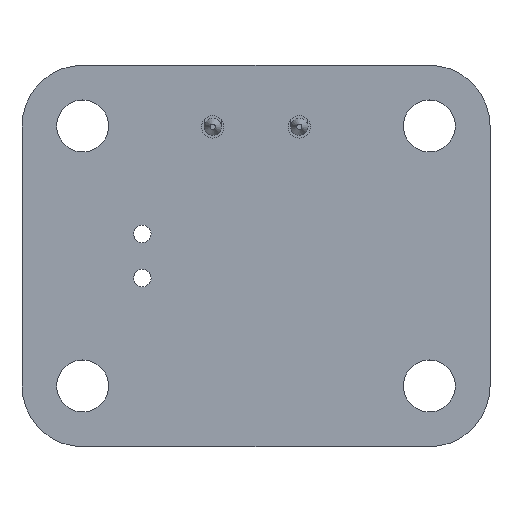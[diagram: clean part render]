
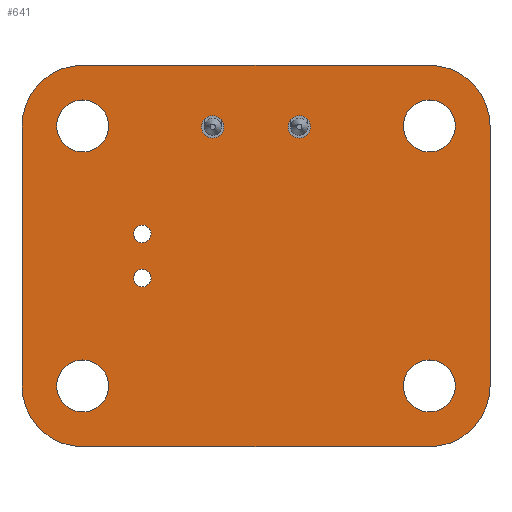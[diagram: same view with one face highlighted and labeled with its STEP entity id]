
A CAD part, top view. The second image highlights one B-rep face of the part: STEP entity #641.
In plain terms, the highlighted planar face has unit normal (0, 0, 1).
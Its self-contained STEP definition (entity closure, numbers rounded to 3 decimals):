
#88 = VERTEX_POINT('',#89);
#89 = CARTESIAN_POINT('',(0.,3.5,0.197));
#95 = EDGE_CURVE('',#88,#96,#98,.T.);
#96 = VERTEX_POINT('',#97);
#97 = CARTESIAN_POINT('',(0.,18.5,0.197));
#98 = LINE('',#99,#100);
#99 = CARTESIAN_POINT('',(0.,3.5,0.197));
#100 = VECTOR('',#101,1.);
#101 = DIRECTION('',(0.,1.,0.));
#126 = EDGE_CURVE('',#96,#127,#129,.T.);
#127 = VERTEX_POINT('',#128);
#128 = CARTESIAN_POINT('',(3.5,22.,0.197));
#129 = CIRCLE('',#130,3.5);
#130 = AXIS2_PLACEMENT_3D('',#131,#132,#133);
#131 = CARTESIAN_POINT('',(3.5,18.5,0.197));
#132 = DIRECTION('',(0.,0.,-1.));
#133 = DIRECTION('',(-1.,0.,-0.));
#159 = EDGE_CURVE('',#127,#160,#162,.T.);
#160 = VERTEX_POINT('',#161);
#161 = CARTESIAN_POINT('',(23.5,22.,0.197));
#162 = LINE('',#163,#164);
#163 = CARTESIAN_POINT('',(3.5,22.,0.197));
#164 = VECTOR('',#165,1.);
#165 = DIRECTION('',(1.,0.,0.));
#190 = EDGE_CURVE('',#160,#191,#193,.T.);
#191 = VERTEX_POINT('',#192);
#192 = CARTESIAN_POINT('',(27.,18.5,0.197));
#193 = CIRCLE('',#194,3.5);
#194 = AXIS2_PLACEMENT_3D('',#195,#196,#197);
#195 = CARTESIAN_POINT('',(23.5,18.5,0.197));
#196 = DIRECTION('',(0.,0.,-1.));
#197 = DIRECTION('',(0.,1.,0.));
#223 = EDGE_CURVE('',#191,#224,#226,.T.);
#224 = VERTEX_POINT('',#225);
#225 = CARTESIAN_POINT('',(27.,3.5,0.197));
#226 = LINE('',#227,#228);
#227 = CARTESIAN_POINT('',(27.,18.5,0.197));
#228 = VECTOR('',#229,1.);
#229 = DIRECTION('',(0.,-1.,0.));
#254 = EDGE_CURVE('',#224,#255,#257,.T.);
#255 = VERTEX_POINT('',#256);
#256 = CARTESIAN_POINT('',(23.5,0.,0.197));
#257 = CIRCLE('',#258,3.5);
#258 = AXIS2_PLACEMENT_3D('',#259,#260,#261);
#259 = CARTESIAN_POINT('',(23.5,3.5,0.197));
#260 = DIRECTION('',(0.,0.,-1.));
#261 = DIRECTION('',(1.,0.,0.));
#287 = EDGE_CURVE('',#255,#288,#290,.T.);
#288 = VERTEX_POINT('',#289);
#289 = CARTESIAN_POINT('',(3.5,0.,0.197));
#290 = LINE('',#291,#292);
#291 = CARTESIAN_POINT('',(23.5,0.,0.197));
#292 = VECTOR('',#293,1.);
#293 = DIRECTION('',(-1.,0.,0.));
#318 = EDGE_CURVE('',#288,#88,#319,.T.);
#319 = CIRCLE('',#320,3.5);
#320 = AXIS2_PLACEMENT_3D('',#321,#322,#323);
#321 = CARTESIAN_POINT('',(3.5,3.5,0.197));
#322 = DIRECTION('',(0.,0.,-1.));
#323 = DIRECTION('',(0.,-1.,0.));
#344 = VERTEX_POINT('',#345);
#345 = CARTESIAN_POINT('',(5.,3.5,0.197));
#351 = EDGE_CURVE('',#344,#344,#352,.T.);
#352 = CIRCLE('',#353,1.5);
#353 = AXIS2_PLACEMENT_3D('',#354,#355,#356);
#354 = CARTESIAN_POINT('',(3.5,3.5,0.197));
#355 = DIRECTION('',(0.,0.,1.));
#356 = DIRECTION('',(1.,0.,-0.));
#377 = VERTEX_POINT('',#378);
#378 = CARTESIAN_POINT('',(7.448,9.73,0.197));
#384 = EDGE_CURVE('',#377,#377,#385,.T.);
#385 = CIRCLE('',#386,0.508);
#386 = AXIS2_PLACEMENT_3D('',#387,#388,#389);
#387 = CARTESIAN_POINT('',(6.94,9.73,0.197));
#388 = DIRECTION('',(0.,0.,1.));
#389 = DIRECTION('',(1.,0.,-0.));
#410 = VERTEX_POINT('',#411);
#411 = CARTESIAN_POINT('',(5.,18.5,0.197));
#417 = EDGE_CURVE('',#410,#410,#418,.T.);
#418 = CIRCLE('',#419,1.5);
#419 = AXIS2_PLACEMENT_3D('',#420,#421,#422);
#420 = CARTESIAN_POINT('',(3.5,18.5,0.197));
#421 = DIRECTION('',(0.,0.,1.));
#422 = DIRECTION('',(1.,0.,-0.));
#443 = VERTEX_POINT('',#444);
#444 = CARTESIAN_POINT('',(7.448,12.27,0.197));
#450 = EDGE_CURVE('',#443,#443,#451,.T.);
#451 = CIRCLE('',#452,0.508);
#452 = AXIS2_PLACEMENT_3D('',#453,#454,#455);
#453 = CARTESIAN_POINT('',(6.94,12.27,0.197));
#454 = DIRECTION('',(0.,0.,1.));
#455 = DIRECTION('',(1.,0.,-0.));
#476 = VERTEX_POINT('',#477);
#477 = CARTESIAN_POINT('',(25.,18.5,0.197));
#483 = EDGE_CURVE('',#476,#476,#484,.T.);
#484 = CIRCLE('',#485,1.5);
#485 = AXIS2_PLACEMENT_3D('',#486,#487,#488);
#486 = CARTESIAN_POINT('',(23.5,18.5,0.197));
#487 = DIRECTION('',(0.,0.,1.));
#488 = DIRECTION('',(1.,0.,-0.));
#509 = VERTEX_POINT('',#510);
#510 = CARTESIAN_POINT('',(25.,3.5,0.197));
#516 = EDGE_CURVE('',#509,#509,#517,.T.);
#517 = CIRCLE('',#518,1.5);
#518 = AXIS2_PLACEMENT_3D('',#519,#520,#521);
#519 = CARTESIAN_POINT('',(23.5,3.5,0.197));
#520 = DIRECTION('',(0.,0.,1.));
#521 = DIRECTION('',(1.,0.,-0.));
#542 = VERTEX_POINT('',#543);
#543 = CARTESIAN_POINT('',(11.65,18.45,0.197));
#549 = EDGE_CURVE('',#542,#542,#550,.T.);
#550 = CIRCLE('',#551,0.65);
#551 = AXIS2_PLACEMENT_3D('',#552,#553,#554);
#552 = CARTESIAN_POINT('',(11.,18.45,0.197));
#553 = DIRECTION('',(0.,0.,1.));
#554 = DIRECTION('',(1.,0.,-0.));
#575 = VERTEX_POINT('',#576);
#576 = CARTESIAN_POINT('',(16.65,18.45,0.197));
#582 = EDGE_CURVE('',#575,#575,#583,.T.);
#583 = CIRCLE('',#584,0.65);
#584 = AXIS2_PLACEMENT_3D('',#585,#586,#587);
#585 = CARTESIAN_POINT('',(16.,18.45,0.197));
#586 = DIRECTION('',(0.,0.,1.));
#587 = DIRECTION('',(1.,0.,-0.));
#641 = ADVANCED_FACE('',(#642,#652,#655,#658,#661,#664,#667,#670,#673),
  #676,.F.);
#642 = FACE_BOUND('',#643,.F.);
#643 = EDGE_LOOP('',(#644,#645,#646,#647,#648,#649,#650,#651));
#644 = ORIENTED_EDGE('',*,*,#95,.T.);
#645 = ORIENTED_EDGE('',*,*,#126,.T.);
#646 = ORIENTED_EDGE('',*,*,#159,.T.);
#647 = ORIENTED_EDGE('',*,*,#190,.T.);
#648 = ORIENTED_EDGE('',*,*,#223,.T.);
#649 = ORIENTED_EDGE('',*,*,#254,.T.);
#650 = ORIENTED_EDGE('',*,*,#287,.T.);
#651 = ORIENTED_EDGE('',*,*,#318,.T.);
#652 = FACE_BOUND('',#653,.F.);
#653 = EDGE_LOOP('',(#654));
#654 = ORIENTED_EDGE('',*,*,#351,.T.);
#655 = FACE_BOUND('',#656,.F.);
#656 = EDGE_LOOP('',(#657));
#657 = ORIENTED_EDGE('',*,*,#384,.T.);
#658 = FACE_BOUND('',#659,.F.);
#659 = EDGE_LOOP('',(#660));
#660 = ORIENTED_EDGE('',*,*,#417,.T.);
#661 = FACE_BOUND('',#662,.F.);
#662 = EDGE_LOOP('',(#663));
#663 = ORIENTED_EDGE('',*,*,#450,.T.);
#664 = FACE_BOUND('',#665,.F.);
#665 = EDGE_LOOP('',(#666));
#666 = ORIENTED_EDGE('',*,*,#483,.T.);
#667 = FACE_BOUND('',#668,.F.);
#668 = EDGE_LOOP('',(#669));
#669 = ORIENTED_EDGE('',*,*,#516,.T.);
#670 = FACE_BOUND('',#671,.F.);
#671 = EDGE_LOOP('',(#672));
#672 = ORIENTED_EDGE('',*,*,#549,.T.);
#673 = FACE_BOUND('',#674,.F.);
#674 = EDGE_LOOP('',(#675));
#675 = ORIENTED_EDGE('',*,*,#582,.T.);
#676 = PLANE('',#677);
#677 = AXIS2_PLACEMENT_3D('',#678,#679,#680);
#678 = CARTESIAN_POINT('',(13.5,11.,0.197));
#679 = DIRECTION('',(-0.,-0.,-1.));
#680 = DIRECTION('',(-1.,0.,0.));
